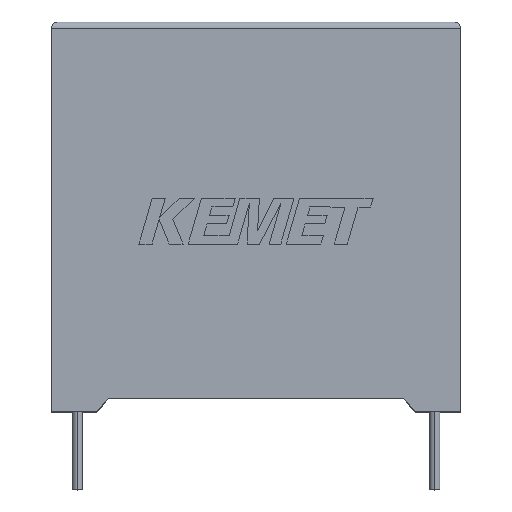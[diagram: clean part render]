
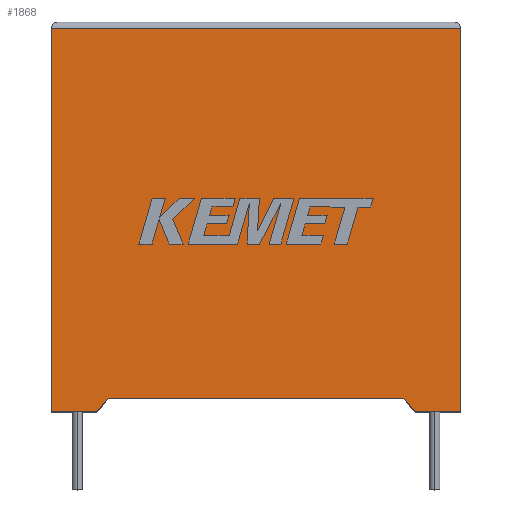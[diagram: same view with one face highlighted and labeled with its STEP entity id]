
A CAD part, top view. The second image highlights one B-rep face of the part: STEP entity #1868.
In plain terms, the highlighted planar face has unit normal (0, 0, 1).
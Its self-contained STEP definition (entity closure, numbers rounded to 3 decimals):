
#40 = VECTOR ( 'NONE', #2554, 1000. ) ;
#143 = VECTOR ( 'NONE', #695, 1000. ) ;
#144 = VERTEX_POINT ( 'NONE', #826 ) ;
#175 = EDGE_CURVE ( 'NONE', #2646, #891, #1708, .T. ) ;
#188 = CARTESIAN_POINT ( 'NONE',  ( 4.375, 1.034, 21. ) ) ;
#200 = VERTEX_POINT ( 'NONE', #188 ) ;
#261 = EDGE_CURVE ( 'NONE', #1790, #200, #685, .T. ) ;
#265 = VECTOR ( 'NONE', #1080, 1000. ) ;
#343 = CARTESIAN_POINT ( 'NONE',  ( 0., 0., 21. ) ) ;
#419 = CARTESIAN_POINT ( 'NONE',  ( 0., 0., 21. ) ) ;
#490 = LINE ( 'NONE', #1014, #1435 ) ;
#496 = EDGE_CURVE ( 'NONE', #891, #1529, #3048, .T. ) ;
#581 = DIRECTION ( 'NONE',  ( 1., 0., 0. ) ) ;
#594 = DIRECTION ( 'NONE',  ( 0., -1., 0. ) ) ;
#641 = EDGE_CURVE ( 'NONE', #1790, #2207, #2786, .T. ) ;
#681 = DIRECTION ( 'NONE',  ( 0.646, -0.764, 0. ) ) ;
#685 = LINE ( 'NONE', #1400, #40 ) ;
#695 = DIRECTION ( 'NONE',  ( 1., 0., 0. ) ) ;
#701 = CARTESIAN_POINT ( 'NONE',  ( 31.5, 0., 21. ) ) ;
#806 = VERTEX_POINT ( 'NONE', #2036 ) ;
#826 = CARTESIAN_POINT ( 'NONE',  ( 31.5, 29.5, 21. ) ) ;
#879 = CARTESIAN_POINT ( 'NONE',  ( 3.5, 0., 21. ) ) ;
#891 = VERTEX_POINT ( 'NONE', #1770 ) ;
#929 = ORIENTED_EDGE ( 'NONE', *, *, #2381, .T. ) ;
#979 = CARTESIAN_POINT ( 'NONE',  ( 28., 0., 21. ) ) ;
#1008 = VECTOR ( 'NONE', #581, 1000. ) ;
#1012 = VECTOR ( 'NONE', #1625, 1000. ) ;
#1014 = CARTESIAN_POINT ( 'NONE',  ( 0., 29.5, 21. ) ) ;
#1070 = EDGE_CURVE ( 'NONE', #144, #2646, #490, .T. ) ;
#1080 = DIRECTION ( 'NONE',  ( -0.646, -0.764, 0. ) ) ;
#1173 = DIRECTION ( 'NONE',  ( -1., 0., 0. ) ) ;
#1184 = ORIENTED_EDGE ( 'NONE', *, *, #496, .T. ) ;
#1196 = ORIENTED_EDGE ( 'NONE', *, *, #1070, .T. ) ;
#1375 = CARTESIAN_POINT ( 'NONE',  ( 0., 0., 21. ) ) ;
#1400 = CARTESIAN_POINT ( 'NONE',  ( 15.75, 1.034, 21. ) ) ;
#1428 = ORIENTED_EDGE ( 'NONE', *, *, #175, .T. ) ;
#1435 = VECTOR ( 'NONE', #1709, 1000. ) ;
#1529 = VERTEX_POINT ( 'NONE', #1576 ) ;
#1556 = FACE_OUTER_BOUND ( 'NONE', #2945, .T. ) ;
#1576 = CARTESIAN_POINT ( 'NONE',  ( 3.5, 0., 21. ) ) ;
#1603 = ORIENTED_EDGE ( 'NONE', *, *, #641, .T. ) ;
#1625 = DIRECTION ( 'NONE',  ( 0., 1., 0. ) ) ;
#1708 = LINE ( 'NONE', #419, #2333 ) ;
#1709 = DIRECTION ( 'NONE',  ( -1., 0., 0. ) ) ;
#1770 = CARTESIAN_POINT ( 'NONE',  ( 0., 0., 21. ) ) ;
#1790 = VERTEX_POINT ( 'NONE', #2999 ) ;
#1868 = ADVANCED_FACE ( 'NONE', ( #1556 ), #2548, .F. ) ;
#2036 = CARTESIAN_POINT ( 'NONE',  ( 31.5, 0., 21. ) ) ;
#2125 = VECTOR ( 'NONE', #681, 1000. ) ;
#2207 = VERTEX_POINT ( 'NONE', #979 ) ;
#2233 = ORIENTED_EDGE ( 'NONE', *, *, #2801, .T. ) ;
#2240 = LINE ( 'NONE', #879, #265 ) ;
#2313 = ORIENTED_EDGE ( 'NONE', *, *, #2400, .F. ) ;
#2333 = VECTOR ( 'NONE', #594, 1000. ) ;
#2341 = CARTESIAN_POINT ( 'NONE',  ( 0., 0., 21. ) ) ;
#2381 = EDGE_CURVE ( 'NONE', #2207, #806, #2892, .T. ) ;
#2400 = EDGE_CURVE ( 'NONE', #200, #1529, #2240, .T. ) ;
#2493 = CARTESIAN_POINT ( 'NONE',  ( 0., 29.5, 21. ) ) ;
#2519 = AXIS2_PLACEMENT_3D ( 'NONE', #2341, #2878, #1173 ) ;
#2548 = PLANE ( 'NONE',  #2519 ) ;
#2554 = DIRECTION ( 'NONE',  ( -1., 0., 0. ) ) ;
#2585 = CARTESIAN_POINT ( 'NONE',  ( 28., 0., 21. ) ) ;
#2646 = VERTEX_POINT ( 'NONE', #2493 ) ;
#2786 = LINE ( 'NONE', #2585, #2125 ) ;
#2801 = EDGE_CURVE ( 'NONE', #806, #144, #2802, .T. ) ;
#2802 = LINE ( 'NONE', #701, #1012 ) ;
#2878 = DIRECTION ( 'NONE',  ( 0., 0., -1. ) ) ;
#2892 = LINE ( 'NONE', #343, #1008 ) ;
#2945 = EDGE_LOOP ( 'NONE', ( #2233, #1196, #1428, #1184, #2313, #3040, #1603, #929 ) ) ;
#2999 = CARTESIAN_POINT ( 'NONE',  ( 27.125, 1.034, 21. ) ) ;
#3040 = ORIENTED_EDGE ( 'NONE', *, *, #261, .F. ) ;
#3048 = LINE ( 'NONE', #1375, #143 ) ;
